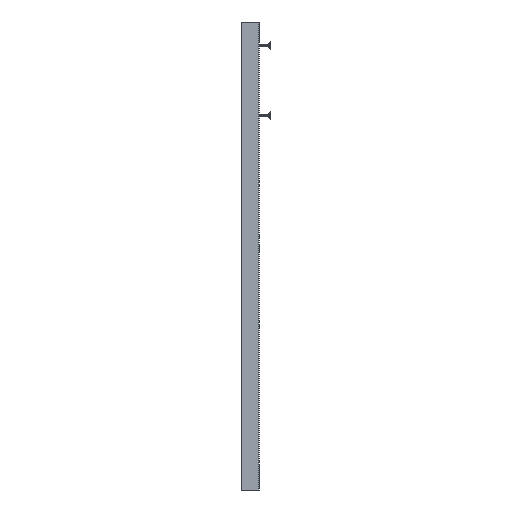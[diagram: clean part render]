
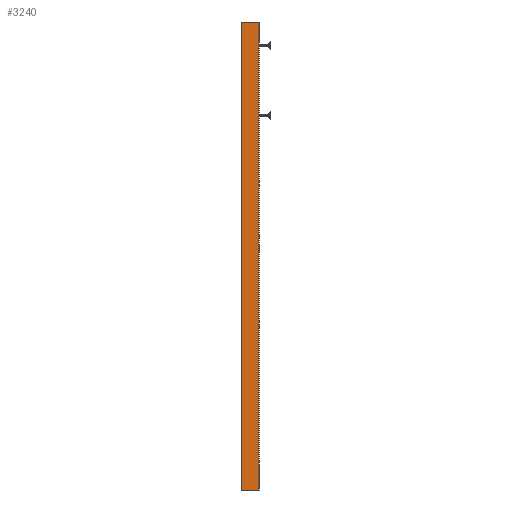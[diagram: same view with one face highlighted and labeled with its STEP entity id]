
A CAD part, left-side view. The second image highlights one B-rep face of the part: STEP entity #3240.
In plain terms, the highlighted planar face has unit normal (-1, 0, 0).
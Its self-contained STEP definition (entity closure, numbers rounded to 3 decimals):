
#1098=DIRECTION('',(0.,-0.707,0.707));
#1099=VECTOR('',#1098,2.828);
#1100=CARTESIAN_POINT('',(-200.,78.,998.));
#1101=LINE('',#1100,#1099);
#1105=DIRECTION('',(0.,0.,1.));
#1106=VECTOR('',#1105,2000.);
#1107=CARTESIAN_POINT('',(-200.,3.,-1000.));
#1108=LINE('',#1107,#1106);
#1112=DIRECTION('',(0.,0.707,0.707));
#1113=VECTOR('',#1112,2.828);
#1114=CARTESIAN_POINT('',(-200.,76.,-1000.));
#1115=LINE('',#1114,#1113);
#1126=DIRECTION('',(0.,0.,1.));
#1127=VECTOR('',#1126,1996.);
#1128=CARTESIAN_POINT('',(-200.,78.,-998.));
#1129=LINE('',#1128,#1127);
#1154=DIRECTION('',(0.,1.,0.));
#1155=VECTOR('',#1154,73.);
#1156=CARTESIAN_POINT('',(-200.,3.,-1000.));
#1157=LINE('',#1156,#1155);
#1240=DIRECTION('',(0.,1.,0.));
#1241=VECTOR('',#1240,73.);
#1242=CARTESIAN_POINT('',(-200.,3.,1000.));
#1243=LINE('',#1242,#1241);
#2487=CARTESIAN_POINT('',(-200.,78.,998.));
#2488=CARTESIAN_POINT('',(-200.,76.,1000.));
#2489=VERTEX_POINT('',#2487);
#2490=VERTEX_POINT('',#2488);
#2495=CARTESIAN_POINT('',(-200.,76.,-1000.));
#2496=CARTESIAN_POINT('',(-200.,78.,-998.));
#2497=VERTEX_POINT('',#2495);
#2498=VERTEX_POINT('',#2496);
#2503=CARTESIAN_POINT('',(-200.,3.,-1000.));
#2504=VERTEX_POINT('',#2503);
#2505=CARTESIAN_POINT('',(-200.,3.,1000.));
#2506=VERTEX_POINT('',#2505);
#3222=CARTESIAN_POINT('',(-200.,3.,-1000.));
#3223=DIRECTION('',(1.,0.,0.));
#3224=DIRECTION('',(0.,1.,0.));
#3225=AXIS2_PLACEMENT_3D('',#3222,#3223,#3224);
#3226=PLANE('',#3225);
#3228=ORIENTED_EDGE('',*,*,#3227,.T.);
#3230=ORIENTED_EDGE('',*,*,#3229,.F.);
#3231=ORIENTED_EDGE('',*,*,#3214,.F.);
#3233=ORIENTED_EDGE('',*,*,#3232,.T.);
#3235=ORIENTED_EDGE('',*,*,#3234,.T.);
#3237=ORIENTED_EDGE('',*,*,#3236,.T.);
#3238=EDGE_LOOP('',(#3228,#3230,#3231,#3233,#3235,#3237));
#3239=FACE_OUTER_BOUND('',#3238,.F.);
#3214=EDGE_CURVE('',#2504,#2506,#1108,.T.);
#3227=EDGE_CURVE('',#2489,#2490,#1101,.T.);
#3229=EDGE_CURVE('',#2506,#2490,#1243,.T.);
#3232=EDGE_CURVE('',#2504,#2497,#1157,.T.);
#3234=EDGE_CURVE('',#2497,#2498,#1115,.T.);
#3236=EDGE_CURVE('',#2498,#2489,#1129,.T.);
#3240=ADVANCED_FACE('',(#3239),#3226,.F.);
